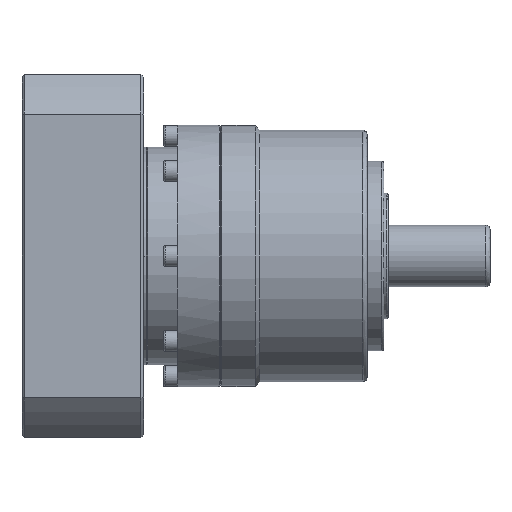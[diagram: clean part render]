
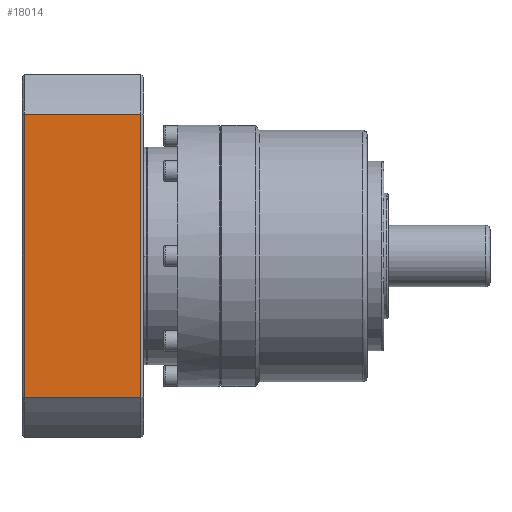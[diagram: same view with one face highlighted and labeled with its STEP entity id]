
A CAD part, front view. The second image highlights one B-rep face of the part: STEP entity #18014.
In plain terms, the highlighted face is planar.
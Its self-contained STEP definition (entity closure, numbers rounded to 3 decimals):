
#103 = LINE ( 'NONE', #10224, #2969 ) ;
#248 = CARTESIAN_POINT ( 'NONE',  ( -65., 50.806, 47. ) ) ;
#277 = CARTESIAN_POINT ( 'NONE',  ( -65., 50.806, 46.2 ) ) ;
#490 = CARTESIAN_POINT ( 'NONE',  ( -65., 50.806, 4.5 ) ) ;
#1247 = VECTOR ( 'NONE', #1285, 1000. ) ;
#1285 = DIRECTION ( 'NONE',  ( 0., -1., 0. ) ) ;
#1416 = CARTESIAN_POINT ( 'NONE',  ( -65., -50.806, 0. ) ) ;
#1666 = DIRECTION ( 'NONE',  ( 0., 1., 0. ) ) ;
#2647 = ORIENTED_EDGE ( 'NONE', *, *, #2903, .F. ) ;
#2679 = EDGE_CURVE ( 'NONE', #13346, #14262, #3673, .T. ) ;
#2897 = EDGE_CURVE ( 'NONE', #13250, #13346, #3875, .T. ) ;
#2900 = EDGE_CURVE ( 'NONE', #14262, #14076, #11336, .T. ) ;
#2903 = EDGE_CURVE ( 'NONE', #14076, #13250, #103, .T. ) ;
#2969 = VECTOR ( 'NONE', #5126, 1000. ) ;
#3673 = LINE ( 'NONE', #277, #1247 ) ;
#3875 = LINE ( 'NONE', #10783, #7399 ) ;
#4294 = ORIENTED_EDGE ( 'NONE', *, *, #2900, .F. ) ;
#4956 = DIRECTION ( 'NONE',  ( 0., 0., -1. ) ) ;
#5126 = DIRECTION ( 'NONE',  ( 0., 1., 0. ) ) ;
#6785 = AXIS2_PLACEMENT_3D ( 'NONE', #248, #10482, #1666 ) ;
#7399 = VECTOR ( 'NONE', #10578, 1000. ) ;
#8694 = ORIENTED_EDGE ( 'NONE', *, *, #2897, .F. ) ;
#10224 = CARTESIAN_POINT ( 'NONE',  ( -65., 25.403, 4.5 ) ) ;
#10482 = DIRECTION ( 'NONE',  ( 1., 0., 0. ) ) ;
#10578 = DIRECTION ( 'NONE',  ( 0., 0., 1. ) ) ;
#10783 = CARTESIAN_POINT ( 'NONE',  ( -65., 50.806, 47. ) ) ;
#11336 = LINE ( 'NONE', #1416, #19022 ) ;
#13250 = VERTEX_POINT ( 'NONE', #490 ) ;
#13346 = VERTEX_POINT ( 'NONE', #14119 ) ;
#13983 = PLANE ( 'NONE',  #6785 ) ;
#14076 = VERTEX_POINT ( 'NONE', #17441 ) ;
#14119 = CARTESIAN_POINT ( 'NONE',  ( -65., 50.806, 46.2 ) ) ;
#14262 = VERTEX_POINT ( 'NONE', #17879 ) ;
#15467 = EDGE_LOOP ( 'NONE', ( #4294, #16720, #8694, #2647 ) ) ;
#16720 = ORIENTED_EDGE ( 'NONE', *, *, #2679, .F. ) ;
#17441 = CARTESIAN_POINT ( 'NONE',  ( -65., -50.806, 4.5 ) ) ;
#17879 = CARTESIAN_POINT ( 'NONE',  ( -65., -50.806, 46.2 ) ) ;
#18014 = ADVANCED_FACE ( 'NONE', ( #18307 ), #13983, .F. ) ;
#18307 = FACE_OUTER_BOUND ( 'NONE', #15467, .T. ) ;
#19022 = VECTOR ( 'NONE', #4956, 1000. ) ;
